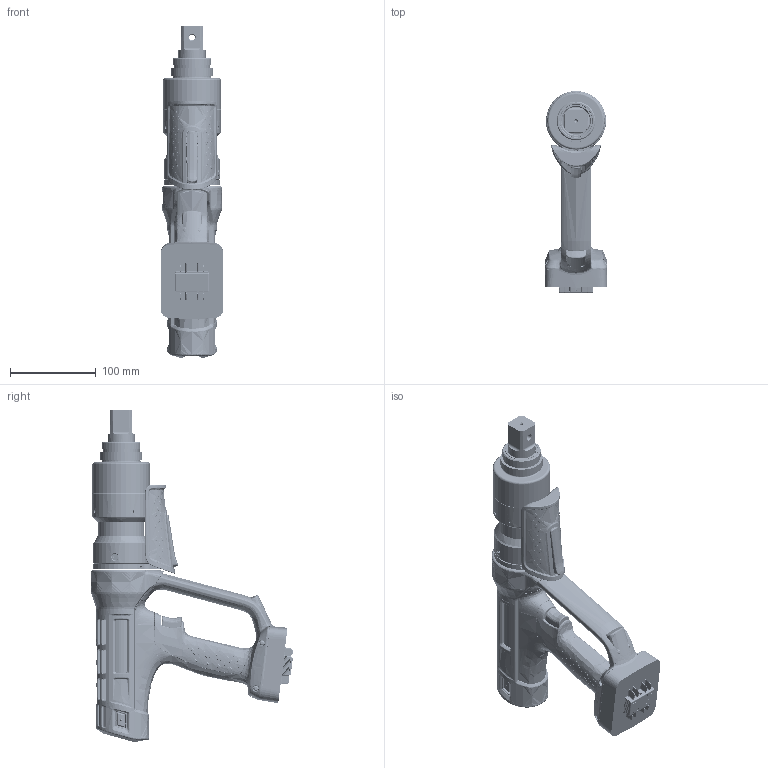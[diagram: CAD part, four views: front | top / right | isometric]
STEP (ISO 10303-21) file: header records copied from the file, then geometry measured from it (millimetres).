
FILE_DESCRIPTION((''),'2;1');
FILE_NAME('EXT_COMP_SW0005','2020-10-31T20:20:02',('INEVDh'),(''),'CREO PARAMETRIC BY PTC INC, 2018100','CREO PARAMETRIC BY PTC INC, 2018100','');
FILE_SCHEMA(('CONFIG_CONTROL_DESIGN'));
Products named in the file (1): EXT_COMP_SW0005
Bounding box: 73.4 x 235.1 x 386.86 mm (x, y, z)
Volume: 1402804 mm3; surface area: 259047.1 mm2
Topology: 6 solids, 16 shells, 9319 faces, 23749 edges, 14626 vertices
Faces by surface type: bspline 3646, plane 2993, cylinder 1827, extrusion 374, sphere 211, cone 150, torus 92, revolution 26
Entity records: 475261 total; most frequent: CARTESIAN_POINT 284139, ORIENTED_EDGE 47452, DIRECTION 27145, EDGE_CURVE 23726, VERTEX_POINT 14625, B_SPLINE_CURVE_WITH_KNOTS 12019, EDGE_LOOP 9637, AXIS2_PLACEMENT_3D 9364
